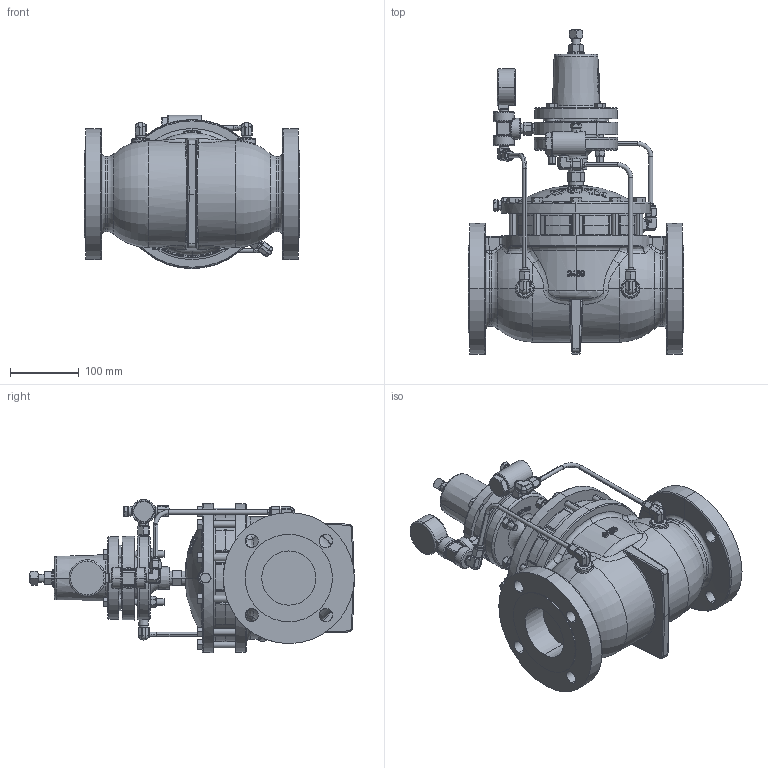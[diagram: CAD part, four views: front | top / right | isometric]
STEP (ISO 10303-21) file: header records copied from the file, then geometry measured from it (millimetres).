
FILE_DESCRIPTION (( 'STEP AP203' ), '1' );
FILE_NAME ('3 INCH 327 FGT PR-S (AGH).STEP', '2016-12-27T16:00:07', ( 'PCTech' ), ( 'Microsoft' ), 'SwSTEP 2.0', 'SolidWorks 2016', '' );
FILE_SCHEMA (( 'CONFIG_CONTROL_DESIGN' ));
Length unit declared in the file: inch
Products named in the file (1): 3 INCH 327 FGT PR-S (AGH)
Bounding box: 312.72 x 472.03 x 222.99 mm (x, y, z)
Volume: 9078277 mm3; surface area: 540973.7 mm2
Topology: 1 solids, 1 shells, 2631 faces, 6710 edges, 4214 vertices
Faces by surface type: plane 1018, bspline 593, cylinder 497, cone 396, torus 100, sphere 27
Entity records: 113817 total; most frequent: CARTESIAN_POINT 55638, ORIENTED_EDGE 13368, DIRECTION 10459, EDGE_CURVE 6684, VERTEX_POINT 4214, AXIS2_PLACEMENT_3D 4143, EDGE_LOOP 2848, ADVANCED_FACE 2631
